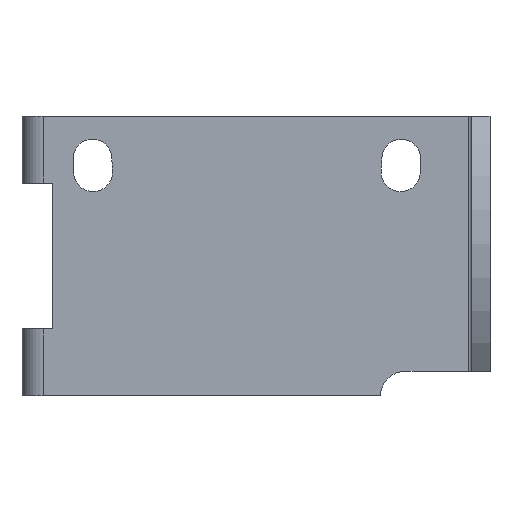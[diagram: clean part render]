
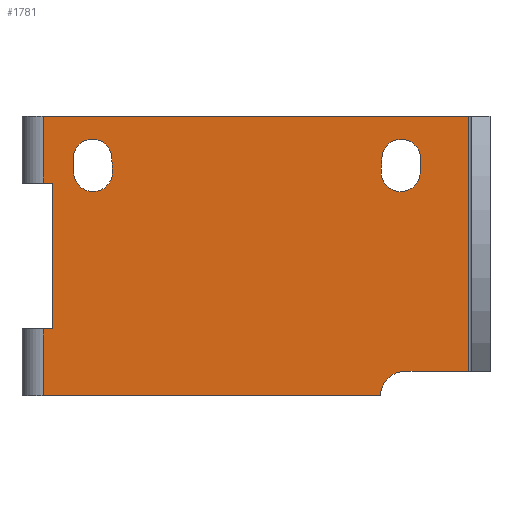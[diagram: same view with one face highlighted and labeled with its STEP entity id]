
A CAD part, left-side view. The second image highlights one B-rep face of the part: STEP entity #1781.
In plain terms, the highlighted planar face has unit normal (-1, 0, 0).
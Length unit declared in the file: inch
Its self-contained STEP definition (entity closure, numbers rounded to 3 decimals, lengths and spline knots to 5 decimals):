
#417=DIRECTION('',(0.,0.,1.));
#418=VECTOR('',#417,0.21654);
#419=CARTESIAN_POINT('',(-0.61024,0.68898,
0.23622));
#420=LINE('',#419,#418);
#429=DIRECTION('',(0.,-1.,0.));
#430=VECTOR('',#429,0.02953);
#431=CARTESIAN_POINT('',(-0.61024,0.68898,
0.23622));
#432=LINE('',#431,#430);
#433=DIRECTION('',(0.,-1.,0.));
#434=VECTOR('',#433,1.37795);
#435=CARTESIAN_POINT('',(-0.61024,0.68898,
0.45276));
#436=LINE('',#435,#434);
#437=DIRECTION('',(0.,1.,0.));
#438=VECTOR('',#437,0.20669);
#439=CARTESIAN_POINT('',(-0.61024,-0.68898,
-0.37402));
#440=LINE('',#439,#438);
#441=CARTESIAN_POINT('',(-0.61024,-0.48228,
-0.45276));
#442=DIRECTION('',(1.,0.,0.));
#443=DIRECTION('',(0.,1.,0.));
#444=AXIS2_PLACEMENT_3D('',#441,#442,#443);
#446=DIRECTION('',(0.,1.,0.));
#447=VECTOR('',#446,1.09252);
#448=CARTESIAN_POINT('',(-0.61024,-0.40354,
-0.45276));
#449=LINE('',#448,#447);
#450=DIRECTION('',(0.,-1.,0.));
#451=VECTOR('',#450,0.02953);
#452=CARTESIAN_POINT('',(-0.61024,0.68898,
-0.23622));
#453=LINE('',#452,#451);
#454=DIRECTION('',(0.,0.,-1.));
#455=VECTOR('',#454,0.47244);
#456=CARTESIAN_POINT('',(-0.61024,0.65945,
0.23622));
#457=LINE('',#456,#455);
#458=CARTESIAN_POINT('',(-0.61024,0.52762,
0.27138));
#459=DIRECTION('',(1.,0.,0.));
#460=DIRECTION('',(0.,-0.996,0.087));
#461=AXIS2_PLACEMENT_3D('',#458,#459,#460);
#463=CARTESIAN_POINT('',(-0.61024,0.02953,
0.31496));
#464=DIRECTION('',(1.,0.,0.));
#465=DIRECTION('',(0.,0.996,-0.087));
#466=AXIS2_PLACEMENT_3D('',#463,#464,#465);
#468=CARTESIAN_POINT('',(-0.61024,0.52953,
0.31496));
#469=DIRECTION('',(1.,0.,0.));
#470=DIRECTION('',(0.,1.,0.));
#471=AXIS2_PLACEMENT_3D('',#468,#469,#470);
#473=CARTESIAN_POINT('',(-0.61024,0.02953,
0.31496));
#474=DIRECTION('',(1.,0.,0.));
#475=DIRECTION('',(0.,0.996,-0.087));
#476=AXIS2_PLACEMENT_3D('',#473,#474,#475);
#478=CARTESIAN_POINT('',(-0.61024,0.02953,
0.31496));
#479=DIRECTION('',(1.,0.,0.));
#480=DIRECTION('',(0.,-1.,0.));
#481=AXIS2_PLACEMENT_3D('',#478,#479,#480);
#483=CARTESIAN_POINT('',(-0.61024,-0.46857,
0.27138));
#484=DIRECTION('',(1.,0.,0.));
#485=DIRECTION('',(0.,-0.996,-0.087));
#486=AXIS2_PLACEMENT_3D('',#483,#484,#485);
#488=CARTESIAN_POINT('',(-0.61024,0.02953,
0.31496));
#489=DIRECTION('',(1.,0.,0.));
#490=DIRECTION('',(0.,-1.,0.));
#491=AXIS2_PLACEMENT_3D('',#488,#489,#490);
#493=CARTESIAN_POINT('',(-0.61024,-0.47047,
0.31496));
#494=DIRECTION('',(1.,0.,0.));
#495=DIRECTION('',(0.,1.,0.));
#496=AXIS2_PLACEMENT_3D('',#493,#494,#495);
#592=DIRECTION('',(0.,0.,1.));
#593=VECTOR('',#592,0.21654);
#594=CARTESIAN_POINT('',(-0.61024,0.68898,
-0.45276));
#595=LINE('',#594,#593);
#630=DIRECTION('',(0.,0.,-1.));
#631=VECTOR('',#630,0.82677);
#632=CARTESIAN_POINT('',(-0.61024,-0.68898,
0.45276));
#633=LINE('',#632,#631);
#913=CARTESIAN_POINT('',(-0.61024,0.68898,
-0.45276));
#915=VERTEX_POINT('',#913);
#917=CARTESIAN_POINT('',(-0.61024,0.68898,
0.45276));
#919=VERTEX_POINT('',#917);
#942=CARTESIAN_POINT('',(-0.61024,-0.68898,
0.45276));
#944=VERTEX_POINT('',#942);
#969=CARTESIAN_POINT('',(-0.61024,0.68898,
0.23622));
#970=CARTESIAN_POINT('',(-0.61024,0.65945,
0.23622));
#971=VERTEX_POINT('',#969);
#972=VERTEX_POINT('',#970);
#973=CARTESIAN_POINT('',(-0.61024,0.65945,
-0.23622));
#974=VERTEX_POINT('',#973);
#975=CARTESIAN_POINT('',(-0.61024,0.68898,
-0.23622));
#976=VERTEX_POINT('',#975);
#1007=CARTESIAN_POINT('',(-0.61024,-0.68898,
-0.37402));
#1008=CARTESIAN_POINT('',(-0.61024,-0.48228,
-0.37402));
#1009=VERTEX_POINT('',#1007);
#1010=VERTEX_POINT('',#1008);
#1011=CARTESIAN_POINT('',(-0.61024,-0.40354,
-0.45276));
#1012=VERTEX_POINT('',#1011);
#1089=CARTESIAN_POINT('',(-0.61024,0.46487,
0.27687));
#1090=CARTESIAN_POINT('',(-0.61024,0.59038,
0.26589));
#1091=VERTEX_POINT('',#1089);
#1092=VERTEX_POINT('',#1090);
#1093=CARTESIAN_POINT('',(-0.61024,0.46654,
0.31496));
#1094=VERTEX_POINT('',#1093);
#1095=CARTESIAN_POINT('',(-0.61024,0.59252,
0.31496));
#1096=VERTEX_POINT('',#1095);
#1097=CARTESIAN_POINT('',(-0.61024,-0.40748,
0.31496));
#1098=CARTESIAN_POINT('',(-0.61024,-0.40582,
0.27687));
#1099=VERTEX_POINT('',#1097);
#1100=VERTEX_POINT('',#1098);
#1101=CARTESIAN_POINT('',(-0.61024,-0.53132,
0.26589));
#1102=VERTEX_POINT('',#1101);
#1103=CARTESIAN_POINT('',(-0.61024,-0.53346,
0.31496));
#1104=VERTEX_POINT('',#1103);
#1736=CARTESIAN_POINT('',(-0.61024,0.75787,
0.45276));
#1737=DIRECTION('',(1.,0.,0.));
#1738=DIRECTION('',(0.,0.,1.));
#1739=AXIS2_PLACEMENT_3D('',#1736,#1737,#1738);
#1740=PLANE('',#1739);
#1741=ORIENTED_EDGE('',*,*,#1726,.F.);
#1742=ORIENTED_EDGE('',*,*,#1702,.T.);
#1744=ORIENTED_EDGE('',*,*,#1743,.T.);
#1746=ORIENTED_EDGE('',*,*,#1745,.T.);
#1748=ORIENTED_EDGE('',*,*,#1747,.T.);
#1750=ORIENTED_EDGE('',*,*,#1749,.F.);
#1752=ORIENTED_EDGE('',*,*,#1751,.T.);
#1754=ORIENTED_EDGE('',*,*,#1753,.T.);
#1756=ORIENTED_EDGE('',*,*,#1755,.T.);
#1758=ORIENTED_EDGE('',*,*,#1757,.F.);
#1759=EDGE_LOOP('',(#1741,#1742,#1744,#1746,#1748,#1750,#1752,#1754,#1756,
#1758));
#1760=FACE_OUTER_BOUND('',#1759,.F.);
#1762=ORIENTED_EDGE('',*,*,#1761,.F.);
#1764=ORIENTED_EDGE('',*,*,#1763,.T.);
#1766=ORIENTED_EDGE('',*,*,#1765,.F.);
#1768=ORIENTED_EDGE('',*,*,#1767,.F.);
#1769=EDGE_LOOP('',(#1762,#1764,#1766,#1768));
#1770=FACE_BOUND('',#1769,.F.);
#1772=ORIENTED_EDGE('',*,*,#1771,.T.);
#1774=ORIENTED_EDGE('',*,*,#1773,.F.);
#1776=ORIENTED_EDGE('',*,*,#1775,.F.);
#1778=ORIENTED_EDGE('',*,*,#1777,.F.);
#1779=EDGE_LOOP('',(#1772,#1774,#1776,#1778));
#1780=FACE_BOUND('',#1779,.F.);
#1781=ADVANCED_FACE('',(#1760,#1770,#1780),#1740,.F.);
#445=CIRCLE('',#444,0.07874);
#462=CIRCLE('',#461,0.06299);
#467=CIRCLE('',#466,0.43701);
#472=CIRCLE('',#471,0.06299);
#477=CIRCLE('',#476,0.56299);
#482=CIRCLE('',#481,0.43701);
#487=CIRCLE('',#486,0.06299);
#492=CIRCLE('',#491,0.56299);
#497=CIRCLE('',#496,0.06299);
#1702=EDGE_CURVE('',#971,#919,#420,.T.);
#1726=EDGE_CURVE('',#971,#972,#432,.T.);
#1743=EDGE_CURVE('',#919,#944,#436,.T.);
#1745=EDGE_CURVE('',#944,#1009,#633,.T.);
#1747=EDGE_CURVE('',#1009,#1010,#440,.T.);
#1749=EDGE_CURVE('',#1012,#1010,#445,.T.);
#1751=EDGE_CURVE('',#1012,#915,#449,.T.);
#1753=EDGE_CURVE('',#915,#976,#595,.T.);
#1755=EDGE_CURVE('',#976,#974,#453,.T.);
#1757=EDGE_CURVE('',#972,#974,#457,.T.);
#1761=EDGE_CURVE('',#1091,#1092,#462,.T.);
#1763=EDGE_CURVE('',#1091,#1094,#467,.T.);
#1765=EDGE_CURVE('',#1096,#1094,#472,.T.);
#1767=EDGE_CURVE('',#1092,#1096,#477,.T.);
#1771=EDGE_CURVE('',#1099,#1100,#482,.T.);
#1773=EDGE_CURVE('',#1102,#1100,#487,.T.);
#1775=EDGE_CURVE('',#1104,#1102,#492,.T.);
#1777=EDGE_CURVE('',#1099,#1104,#497,.T.);
